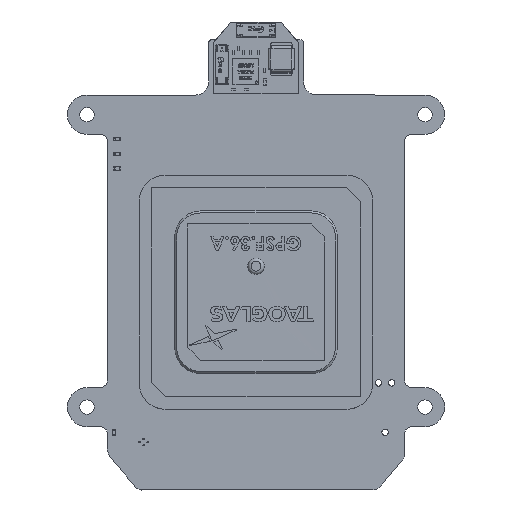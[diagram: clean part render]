
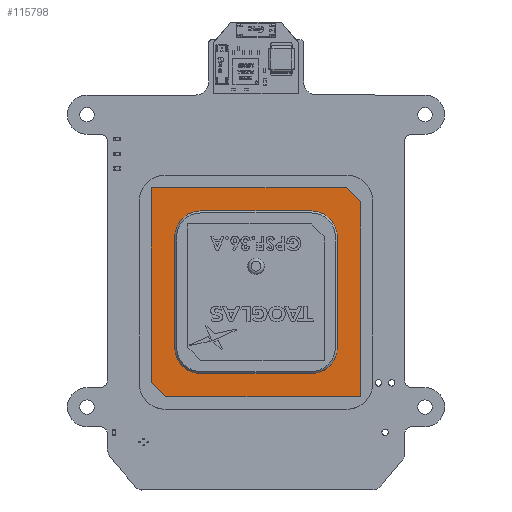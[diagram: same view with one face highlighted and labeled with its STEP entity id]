
A CAD part, top view. The second image highlights one B-rep face of the part: STEP entity #115798.
In plain terms, the highlighted planar face has unit normal (0, 0, 1).
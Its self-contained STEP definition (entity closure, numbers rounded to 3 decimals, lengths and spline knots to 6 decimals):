
#12688=ORIENTED_EDGE('',*,*,#44419,.F.);
#12689=ORIENTED_EDGE('',*,*,#44412,.F.);
#12690=ORIENTED_EDGE('',*,*,#44415,.F.);
#12691=ORIENTED_EDGE('',*,*,#44417,.F.);
#12692=ORIENTED_EDGE('',*,*,#44420,.T.);
#12693=ORIENTED_EDGE('',*,*,#44421,.T.);
#12694=ORIENTED_EDGE('',*,*,#44422,.T.);
#12695=ORIENTED_EDGE('',*,*,#44423,.T.);
#12696=ORIENTED_EDGE('',*,*,#44424,.T.);
#12697=ORIENTED_EDGE('',*,*,#44425,.T.);
#44412=EDGE_CURVE('',#60561,#60562,#71849,.T.);
#44415=EDGE_CURVE('',#60563,#60561,#71852,.T.);
#44417=EDGE_CURVE('',#60564,#60563,#71854,.T.);
#44419=EDGE_CURVE('',#60562,#60564,#71856,.T.);
#44420=EDGE_CURVE('',#60565,#60566,#71857,.T.);
#44421=EDGE_CURVE('',#60566,#60567,#71858,.T.);
#44422=EDGE_CURVE('',#60567,#60568,#71859,.T.);
#44423=EDGE_CURVE('',#60568,#60569,#71860,.T.);
#44424=EDGE_CURVE('',#60569,#60570,#71861,.T.);
#44425=EDGE_CURVE('',#60570,#60565,#71862,.T.);
#60561=VERTEX_POINT('',#197616);
#60562=VERTEX_POINT('',#197617);
#60563=VERTEX_POINT('',#197622);
#60564=VERTEX_POINT('',#197626);
#60565=VERTEX_POINT('',#197632);
#60566=VERTEX_POINT('',#197633);
#60567=VERTEX_POINT('',#197635);
#60568=VERTEX_POINT('',#197637);
#60569=VERTEX_POINT('',#197639);
#60570=VERTEX_POINT('',#197641);
#71849=LINE('',#197615,#84675);
#71852=LINE('',#197621,#84678);
#71854=LINE('',#197625,#84680);
#71856=LINE('',#197629,#84682);
#71857=LINE('',#197631,#84683);
#71858=LINE('',#197634,#84684);
#71859=LINE('',#197636,#84685);
#71860=LINE('',#197638,#84686);
#71861=LINE('',#197640,#84687);
#71862=LINE('',#197642,#84688);
#84675=VECTOR('',#152219,1.);
#84678=VECTOR('',#152224,1.);
#84680=VECTOR('',#152228,1.);
#84682=VECTOR('',#152232,1.);
#84683=VECTOR('',#152235,1.);
#84684=VECTOR('',#152236,1.);
#84685=VECTOR('',#152237,1.);
#84686=VECTOR('',#152238,1.);
#84687=VECTOR('',#152239,1.);
#84688=VECTOR('',#152240,1.);
#95710=EDGE_LOOP('',(#12688,#12689,#12690,#12691));
#95711=EDGE_LOOP('',(#12692,#12693,#12694,#12695,#12696,#12697));
#102531=FACE_BOUND('',#95710,.T.);
#102532=FACE_BOUND('',#95711,.T.);
#108616=PLANE('',#138997);
#115798=ADVANCED_FACE('',(#102531,#102532),#108616,.T.);
#138997=AXIS2_PLACEMENT_3D('',#197630,#152233,#152234);
#152219=DIRECTION('',(1.,0.,0.));
#152224=DIRECTION('',(0.,-1.,0.));
#152228=DIRECTION('',(-1.,0.,0.));
#152232=DIRECTION('',(0.,1.,0.));
#152233=DIRECTION('',(0.,0.,1.));
#152234=DIRECTION('',(0.,1.,0.));
#152235=DIRECTION('',(1.,0.,0.));
#152236=DIRECTION('',(0.,1.,0.));
#152237=DIRECTION('',(-0.707,0.707,0.));
#152238=DIRECTION('',(-1.,0.,0.));
#152239=DIRECTION('',(0.,-1.,0.));
#152240=DIRECTION('',(0.707,-0.707,0.));
#197615=CARTESIAN_POINT('',(0.01025,-0.014473,0.003796));
#197616=CARTESIAN_POINT('',(-0.01025,-0.014473,0.003796));
#197617=CARTESIAN_POINT('',(0.01025,-0.014473,0.003796));
#197621=CARTESIAN_POINT('',(-0.01025,-0.014473,0.003796));
#197622=CARTESIAN_POINT('',(-0.01025,0.006027,0.003796));
#197625=CARTESIAN_POINT('',(0.01025,0.006027,0.003796));
#197626=CARTESIAN_POINT('',(0.01025,0.006027,0.003796));
#197629=CARTESIAN_POINT('',(0.01025,-0.014473,0.003796));
#197630=CARTESIAN_POINT('',(0.018,0.013777,0.003796));
#197631=CARTESIAN_POINT('',(-0.01391,-0.020313,0.003796));
#197632=CARTESIAN_POINT('',(-0.01391,-0.020313,0.003796));
#197633=CARTESIAN_POINT('',(0.01609,-0.020313,0.003796));
#197634=CARTESIAN_POINT('',(0.01609,-0.020313,0.003796));
#197635=CARTESIAN_POINT('',(0.01609,0.009687,0.003796));
#197636=CARTESIAN_POINT('',(0.01609,0.009687,0.003796));
#197637=CARTESIAN_POINT('',(0.01391,0.011867,0.003796));
#197638=CARTESIAN_POINT('',(0.01391,0.011867,0.003796));
#197639=CARTESIAN_POINT('',(-0.01609,0.011867,0.003796));
#197640=CARTESIAN_POINT('',(-0.01609,0.011867,0.003796));
#197641=CARTESIAN_POINT('',(-0.01609,-0.018133,0.003796));
#197642=CARTESIAN_POINT('',(-0.01609,-0.018133,0.003796));
